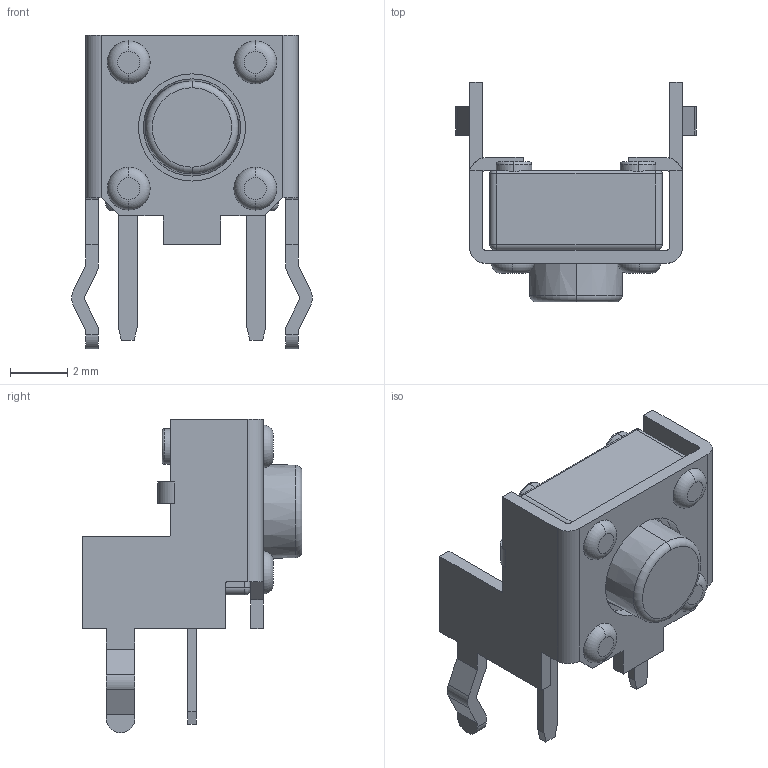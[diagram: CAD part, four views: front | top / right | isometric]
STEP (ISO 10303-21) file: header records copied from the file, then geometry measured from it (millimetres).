
FILE_DESCRIPTION (( 'STEP AP214' ), '1' );
FILE_NAME ('CT1102V3.85F160.STEP', '2024-10-07T13:55:31', ( '' ), ( '' ), 'SwSTEP 2.0', 'SolidWorks 2023', '' );
FILE_SCHEMA (( 'AUTOMOTIVE_DESIGN' ));
Length unit declared in the file: millimetre
Products named in the file (1): CT1102V3.85F160
Bounding box: 8.42 x 7.7 x 10.98 mm (x, y, z)
Volume: 164.5 mm3; surface area: 464.5 mm2
Topology: 2 solids, 2 shells, 165 faces, 422 edges, 270 vertices
Faces by surface type: plane 93, cylinder 44, torus 26, cone 2
Entity records: 6913 total; most frequent: CARTESIAN_POINT 952, DIRECTION 890, ORIENTED_EDGE 844, EDGE_CURVE 422, AXIS2_PLACEMENT_3D 312, VERTEX_POINT 270, VECTOR 266, LINE 266
